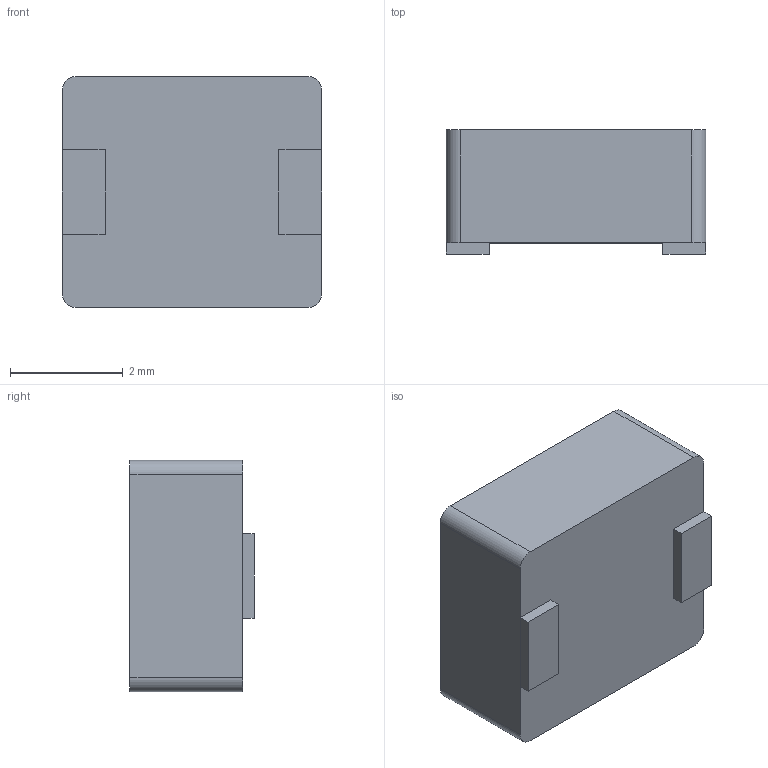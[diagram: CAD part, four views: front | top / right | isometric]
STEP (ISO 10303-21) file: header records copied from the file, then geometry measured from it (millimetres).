
FILE_DESCRIPTION (( 'STEP AP214' ), '1' );
FILE_NAME ('i0402.STEP', '2024-04-06T15:01:57', ( '' ), ( '' ), 'SwSTEP 2.0', 'SolidWorks 2020', '' );
FILE_SCHEMA (( 'AUTOMOTIVE_DESIGN' ));
Length unit declared in the file: millimetre
Products named in the file (3): 錨璃2^i0402; 錨璃3^i0402; i0402
Assembly tree (2 placements, depth 2):
  i0402
    錨璃2^i0402
    錨璃3^i0402
Bounding box: 4.6 x 2.2 x 4.1 mm (x, y, z)
Volume: 37.6 mm3; surface area: 82.4 mm2
Topology: 3 solids, 3 shells, 28 faces, 60 edges, 40 vertices
Faces by surface type: plane 20, cylinder 8
Entity records: 879 total; most frequent: DIRECTION 142, CARTESIAN_POINT 133, ORIENTED_EDGE 120, EDGE_CURVE 60, AXIS2_PLACEMENT_3D 49, LINE 44, VECTOR 44, VERTEX_POINT 40
